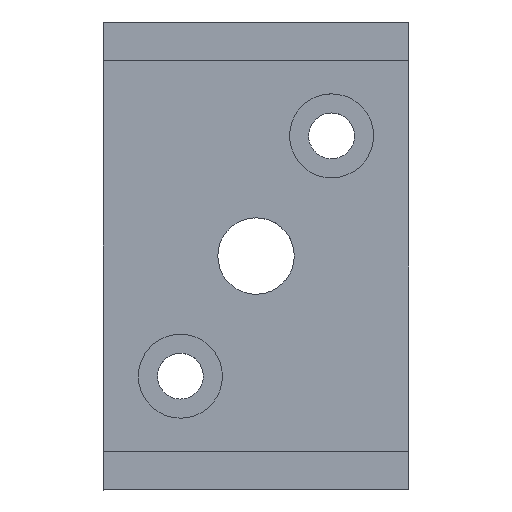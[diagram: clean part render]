
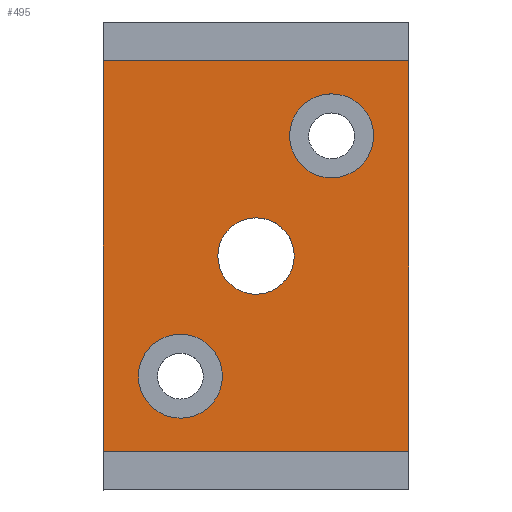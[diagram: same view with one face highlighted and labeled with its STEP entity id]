
A CAD part, top view. The second image highlights one B-rep face of the part: STEP entity #495.
In plain terms, the highlighted planar face has unit normal (0, 0, 1).
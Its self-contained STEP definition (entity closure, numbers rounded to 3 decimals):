
#32=CARTESIAN_POINT('',(1066.913,-377.588,-4.324));
#33=VERTEX_POINT('',#32);
#34=CARTESIAN_POINT('',(1106.913,-377.583,-4.324));
#35=VERTEX_POINT('',#34);
#36=CARTESIAN_POINT('',(1066.913,-377.588,-4.324));
#37=DIRECTION('',(1.,0.,0.));
#38=VECTOR('',#37,40.);
#39=LINE('',#36,#38);
#40=EDGE_CURVE('',#33,#35,#39,.T.);
#97=CARTESIAN_POINT('',(1066.906,-326.438,-4.324));
#98=VERTEX_POINT('',#97);
#99=CARTESIAN_POINT('',(1066.906,-326.438,-4.324));
#100=DIRECTION('',(0.,-1.,-0.));
#101=VECTOR('',#100,51.15);
#102=LINE('',#99,#101);
#103=EDGE_CURVE('',#98,#33,#102,.T.);
#190=CARTESIAN_POINT('',(1106.906,-326.433,-4.324));
#191=VERTEX_POINT('',#190);
#198=CARTESIAN_POINT('',(1106.913,-377.583,-4.324));
#199=DIRECTION('',(0.,1.,0.));
#200=VECTOR('',#199,51.15);
#201=LINE('',#198,#200);
#202=EDGE_CURVE('',#35,#191,#201,.T.);
#291=CARTESIAN_POINT('',(1106.906,-326.433,-4.324));
#292=DIRECTION('',(-1.,0.,-0.));
#293=VECTOR('',#292,40.);
#294=LINE('',#291,#293);
#295=EDGE_CURVE('',#191,#98,#294,.T.);
#410=CARTESIAN_POINT('',(1081.91,-351.958,-4.324));
#411=VERTEX_POINT('',#410);
#421=CARTESIAN_POINT('',(1091.91,-352.011,-4.324));
#422=VERTEX_POINT('',#421);
#423=CARTESIAN_POINT('',(1086.91,-352.011,-4.324));
#424=DIRECTION('',(-0.,-0.,1.));
#425=DIRECTION('',(1.,0.,0.));
#426=AXIS2_PLACEMENT_3D('',#423,#424,#425);
#427=CIRCLE('',#426,5.);
#428=EDGE_CURVE('',#411,#422,#427,.T.);
#430=CARTESIAN_POINT('',(1086.91,-352.011,-4.324));
#431=DIRECTION('',(-0.,-0.,1.));
#432=DIRECTION('',(1.,0.,0.));
#433=AXIS2_PLACEMENT_3D('',#430,#431,#432);
#434=CIRCLE('',#433,5.);
#435=EDGE_CURVE('',#422,#411,#434,.T.);
#440=CARTESIAN_POINT('',(1776.399,-343.729,-4.324));
#441=DIRECTION('',(-0.,-0.,1.));
#442=DIRECTION('',(1.,-0.01,0.));
#443=AXIS2_PLACEMENT_3D('',#440,#441,#442);
#444=PLANE('',#443);
#445=CARTESIAN_POINT('',(1102.302,-336.34,-4.324));
#446=VERTEX_POINT('',#445);
#447=CARTESIAN_POINT('',(1102.302,-336.283,-4.324));
#448=VERTEX_POINT('',#447);
#449=CARTESIAN_POINT('',(1096.802,-336.283,-4.324));
#450=DIRECTION('',(-0.,-0.,1.));
#451=DIRECTION('',(1.,0.,0.));
#452=AXIS2_PLACEMENT_3D('',#449,#450,#451);
#453=CIRCLE('',#452,5.5);
#454=EDGE_CURVE('',#446,#448,#453,.T.);
#455=ORIENTED_EDGE('',*,*,#454,.F.);
#456=CARTESIAN_POINT('',(1096.802,-336.283,-4.324));
#457=DIRECTION('',(-0.,-0.,1.));
#458=DIRECTION('',(1.,0.,0.));
#459=AXIS2_PLACEMENT_3D('',#456,#457,#458);
#460=CIRCLE('',#459,5.5);
#461=EDGE_CURVE('',#448,#446,#460,.T.);
#462=ORIENTED_EDGE('',*,*,#461,.F.);
#463=EDGE_LOOP('',(#455,#462));
#464=FACE_BOUND('',#463,.T.);
#465=CARTESIAN_POINT('',(1082.517,-367.796,-4.324));
#466=VERTEX_POINT('',#465);
#467=CARTESIAN_POINT('',(1082.517,-367.739,-4.324));
#468=VERTEX_POINT('',#467);
#469=CARTESIAN_POINT('',(1077.017,-367.739,-4.324));
#470=DIRECTION('',(-0.,-0.,1.));
#471=DIRECTION('',(1.,0.,0.));
#472=AXIS2_PLACEMENT_3D('',#469,#470,#471);
#473=CIRCLE('',#472,5.5);
#474=EDGE_CURVE('',#466,#468,#473,.T.);
#475=ORIENTED_EDGE('',*,*,#474,.F.);
#476=CARTESIAN_POINT('',(1077.017,-367.739,-4.324));
#477=DIRECTION('',(-0.,-0.,1.));
#478=DIRECTION('',(1.,0.,0.));
#479=AXIS2_PLACEMENT_3D('',#476,#477,#478);
#480=CIRCLE('',#479,5.5);
#481=EDGE_CURVE('',#468,#466,#480,.T.);
#482=ORIENTED_EDGE('',*,*,#481,.F.);
#483=EDGE_LOOP('',(#475,#482));
#484=FACE_BOUND('',#483,.T.);
#485=ORIENTED_EDGE('',*,*,#428,.F.);
#486=ORIENTED_EDGE('',*,*,#435,.F.);
#487=EDGE_LOOP('',(#485,#486));
#488=FACE_BOUND('',#487,.T.);
#489=ORIENTED_EDGE('',*,*,#40,.T.);
#490=ORIENTED_EDGE('',*,*,#202,.T.);
#491=ORIENTED_EDGE('',*,*,#295,.T.);
#492=ORIENTED_EDGE('',*,*,#103,.T.);
#493=EDGE_LOOP('',(#489,#490,#491,#492));
#494=FACE_BOUND('',#493,.T.);
#495=ADVANCED_FACE('',(#464,#484,#488,#494),#444,.T.);
